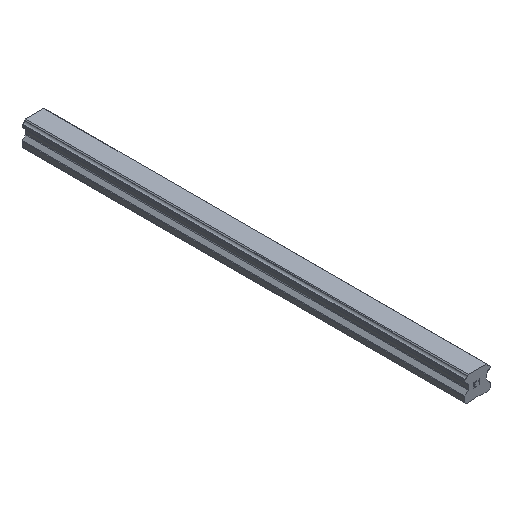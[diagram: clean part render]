
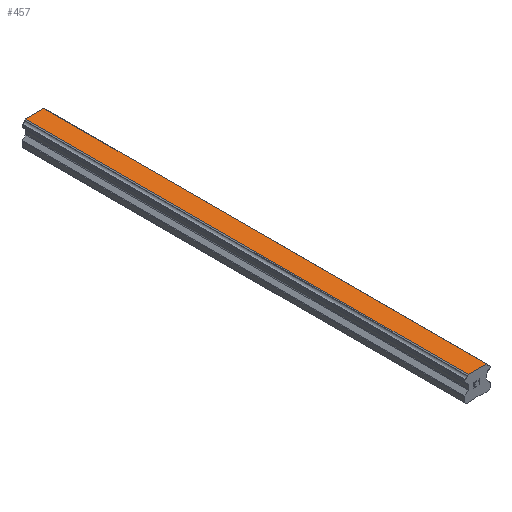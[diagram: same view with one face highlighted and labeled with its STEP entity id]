
A CAD part, isometric view. The second image highlights one B-rep face of the part: STEP entity #457.
In plain terms, the highlighted planar face has unit normal (0, 0, 1).
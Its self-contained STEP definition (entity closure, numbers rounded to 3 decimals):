
#457=ADVANCED_FACE('',(#935),#936,.T.);
#935=FACE_OUTER_BOUND('',#1427,.T.);
#936=PLANE('',#1428);
#1427=EDGE_LOOP('',(#2859,#2860,#2861,#2862));
#1428=AXIS2_PLACEMENT_3D('',#2863,#2864,#2865);
#2859=ORIENTED_EDGE('',*,*,#3448,.T.);
#2860=ORIENTED_EDGE('',*,*,#3621,.F.);
#2861=ORIENTED_EDGE('',*,*,#3312,.F.);
#2862=ORIENTED_EDGE('',*,*,#3619,.T.);
#2863=CARTESIAN_POINT('',(0.0,400.0,22.));
#2864=DIRECTION('',(0.0,0.0,1.0));
#2865=DIRECTION('',(-1.0,0.0,-0.0));
#3312=EDGE_CURVE('',#4088,#4090,#4091,.T.);
#3448=EDGE_CURVE('',#4317,#4315,#4318,.T.);
#3619=EDGE_CURVE('',#4088,#4317,#4536,.T.);
#3621=EDGE_CURVE('',#4090,#4315,#4538,.T.);
#4088=VERTEX_POINT('',#5157);
#4090=VERTEX_POINT('',#5160);
#4091=LINE('',#5161,#5162);
#4315=VERTEX_POINT('',#5474);
#4317=VERTEX_POINT('',#5477);
#4318=LINE('',#5478,#5479);
#4536=LINE('',#5757,#5758);
#4538=LINE('',#5760,#5761);
#5157=CARTESIAN_POINT('',(-8.3,400.0,22.));
#5160=CARTESIAN_POINT('',(8.3,400.0,22.));
#5161=CARTESIAN_POINT('',(-8.3,400.0,22.));
#5162=VECTOR('',#6140,1.0);
#5474=CARTESIAN_POINT('',(8.3,0.0,22.));
#5477=CARTESIAN_POINT('',(-8.3,0.0,22.));
#5478=CARTESIAN_POINT('',(-8.3,0.0,22.));
#5479=VECTOR('',#6296,1.0);
#5757=CARTESIAN_POINT('',(-8.3,400.0,22.));
#5758=VECTOR('',#6516,1.0);
#5760=CARTESIAN_POINT('',(8.3,400.0,22.));
#5761=VECTOR('',#6517,1.0);
#6140=DIRECTION('',(1.0,0.0,0.0));
#6296=DIRECTION('',(1.0,0.0,0.0));
#6516=DIRECTION('',(0.0,-1.0,0.0));
#6517=DIRECTION('',(0.0,-1.0,0.0));
